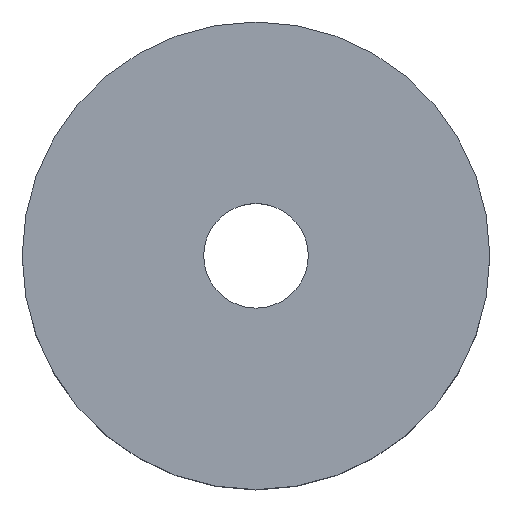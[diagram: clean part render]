
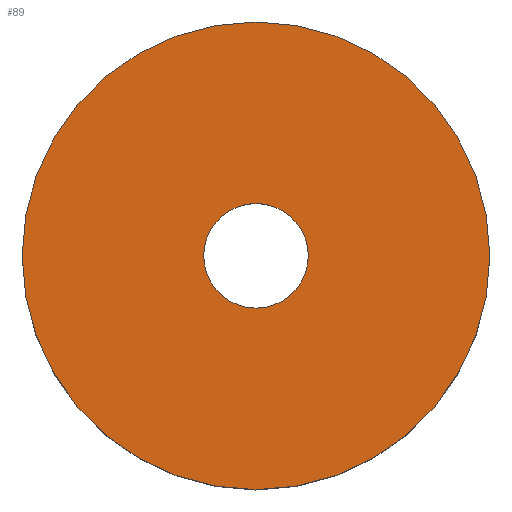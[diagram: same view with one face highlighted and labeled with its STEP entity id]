
A CAD part, top view. The second image highlights one B-rep face of the part: STEP entity #89.
In plain terms, the highlighted planar face has unit normal (0, 0, 1).
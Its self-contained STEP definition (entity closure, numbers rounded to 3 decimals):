
#17=FACE_BOUND('',#35,.T.);
#20=PLANE('',#103);
#26=FACE_OUTER_BOUND('',#34,.T.);
#34=EDGE_LOOP('',(#79));
#35=EDGE_LOOP('',(#80));
#42=CIRCLE('',#93,12.3);
#47=CIRCLE('',#102,2.75);
#48=VERTEX_POINT('',#135);
#53=VERTEX_POINT('',#151);
#54=EDGE_CURVE('',#48,#48,#42,.T.);
#61=EDGE_CURVE('',#53,#53,#47,.T.);
#79=ORIENTED_EDGE('',*,*,#54,.T.);
#80=ORIENTED_EDGE('',*,*,#61,.T.);
#89=ADVANCED_FACE('',(#26,#17),#20,.F.);
#93=AXIS2_PLACEMENT_3D('',#136,#108,#109);
#102=AXIS2_PLACEMENT_3D('',#152,#128,#129);
#103=AXIS2_PLACEMENT_3D('',#154,#131,#132);
#108=DIRECTION('center_axis',(0.,0.,
1.));
#109=DIRECTION('ref_axis',(1.,0.,0.));
#128=DIRECTION('center_axis',(0.,0.,
-1.));
#129=DIRECTION('ref_axis',(1.,0.,0.));
#131=DIRECTION('center_axis',(0.,0.,
-1.));
#132=DIRECTION('ref_axis',(1.,0.,0.));
#135=CARTESIAN_POINT('',(439.753,470.,0.324));
#136=CARTESIAN_POINT('Origin',(452.053,470.,0.324));
#151=CARTESIAN_POINT('',(449.303,470.,0.324));
#152=CARTESIAN_POINT('Origin',(452.053,470.,0.324));
#154=CARTESIAN_POINT('Origin',(452.053,470.,0.324));
